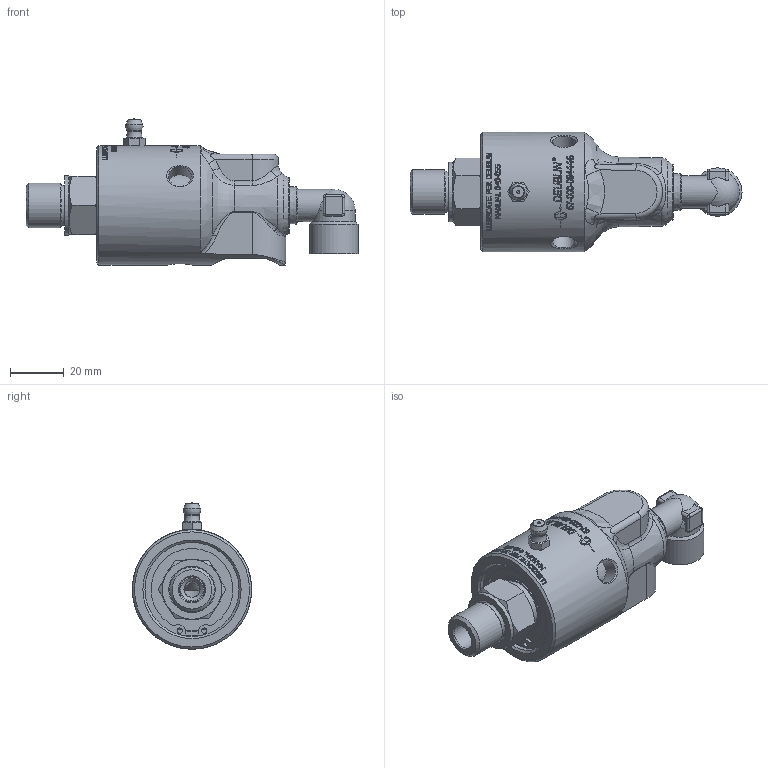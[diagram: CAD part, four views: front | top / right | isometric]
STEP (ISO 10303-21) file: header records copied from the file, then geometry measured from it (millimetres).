
FILE_DESCRIPTION(/* description */ (''),/* implementation_level */ '2;1');
FILE_NAME(/* name */ '57-000-094446-ICe.stp',/* time_stamp */ '2022-01-10T13:32:10-06:00',/* author */ ('dyurkovich'),/* organization */ (''),/* preprocessor_version */ 'ST-DEVELOPER v18.1',/* originating_system */ 'Autodesk Inventor 2022',/* authorisation */ '');
FILE_SCHEMA (('AUTOMOTIVE_DESIGN { 1 0 10303 214 3 1 1 }'));
Products named in the file (1): 57-000-094446-IC
Bounding box: 123.71 x 44.5 x 54.5 mm (x, y, z)
Volume: 85032.1 mm3; surface area: 26622.9 mm2
Topology: 2 solids, 5 shells, 1019 faces, 2678 edges, 1764 vertices
Faces by surface type: plane 459, bspline 353, cylinder 157, cone 29, torus 16, sphere 5
Full cylindrical faces by diameter (mm): 1.981 x2, 5.359 x1, 6 x1, 8.6 x3, 9.27 x1, 9.5 x2, 10.719 x1, 12 x1, 14.501 x1, 15.8 x1, 16 x1, 16.6 x1, 16.662 x1, 17 x1, 17.3 x1, 18 x1, 19.15 x1, 22.2 x1, 22.65 x1, 25.4 x1, 30.95 x1, 31.2 x1, 31.8 x1, 35 x1, 35.05 x1, 37.18 x1, 44.5 x1
Entity records: 44758 total; most frequent: CARTESIAN_POINT 21003, ORIENTED_EDGE 5352, DIRECTION 4010, EDGE_CURVE 2676, VERTEX_POINT 1764, AXIS2_PLACEMENT_3D 1432, LINE 1146, VECTOR 1146
